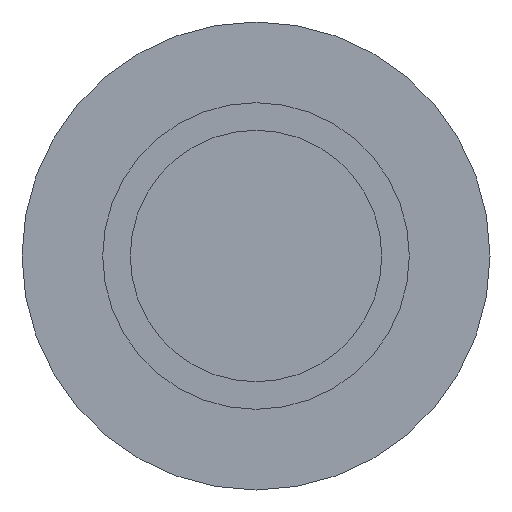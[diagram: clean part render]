
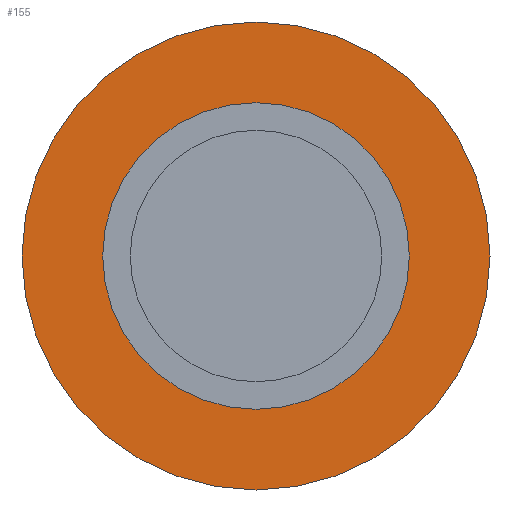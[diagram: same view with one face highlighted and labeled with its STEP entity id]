
A CAD part, front view. The second image highlights one B-rep face of the part: STEP entity #155.
In plain terms, the highlighted planar face has unit normal (0, -1, 0).
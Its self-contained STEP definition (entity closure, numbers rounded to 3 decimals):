
#17=FACE_BOUND('',#47,.T.);
#36=FACE_OUTER_BOUND('',#46,.T.);
#46=EDGE_LOOP('',(#123,#124));
#47=EDGE_LOOP('',(#125,#126));
#58=CIRCLE('',#190,13.1);
#59=CIRCLE('',#191,13.1);
#60=CIRCLE('',#193,20.);
#61=CIRCLE('',#194,20.);
#74=VERTEX_POINT('',#280);
#75=VERTEX_POINT('',#282);
#76=VERTEX_POINT('',#286);
#77=VERTEX_POINT('',#287);
#92=EDGE_CURVE('',#75,#74,#58,.T.);
#93=EDGE_CURVE('',#74,#75,#59,.T.);
#94=EDGE_CURVE('',#76,#77,#60,.T.);
#95=EDGE_CURVE('',#77,#76,#61,.T.);
#123=ORIENTED_EDGE('',*,*,#94,.F.);
#124=ORIENTED_EDGE('',*,*,#95,.F.);
#125=ORIENTED_EDGE('',*,*,#92,.T.);
#126=ORIENTED_EDGE('',*,*,#93,.T.);
#149=PLANE('',#192);
#155=ADVANCED_FACE('',(#36,#17),#149,.T.);
#190=AXIS2_PLACEMENT_3D('',#283,#229,#230);
#191=AXIS2_PLACEMENT_3D('',#284,#231,#232);
#192=AXIS2_PLACEMENT_3D('',#285,#233,#234);
#193=AXIS2_PLACEMENT_3D('',#288,#235,#236);
#194=AXIS2_PLACEMENT_3D('',#289,#237,#238);
#229=DIRECTION('center_axis',(0.,1.,0.));
#230=DIRECTION('ref_axis',(1.,0.,0.));
#231=DIRECTION('center_axis',(0.,1.,0.));
#232=DIRECTION('ref_axis',(1.,0.,0.));
#233=DIRECTION('center_axis',(0.,-1.,0.));
#234=DIRECTION('ref_axis',(0.,0.,-1.));
#235=DIRECTION('center_axis',(0.,1.,0.));
#236=DIRECTION('ref_axis',(1.,0.,0.));
#237=DIRECTION('center_axis',(0.,1.,0.));
#238=DIRECTION('ref_axis',(1.,0.,0.));
#280=CARTESIAN_POINT('',(13.1,0.,0.));
#282=CARTESIAN_POINT('',(-13.1,0.,0.));
#283=CARTESIAN_POINT('Origin',(0.,0.,0.));
#284=CARTESIAN_POINT('Origin',(0.,0.,0.));
#285=CARTESIAN_POINT('Origin',(-20.,0.,0.));
#286=CARTESIAN_POINT('',(-20.,0.,0.));
#287=CARTESIAN_POINT('',(20.,0.,0.));
#288=CARTESIAN_POINT('Origin',(0.,0.,0.));
#289=CARTESIAN_POINT('Origin',(0.,0.,0.));
